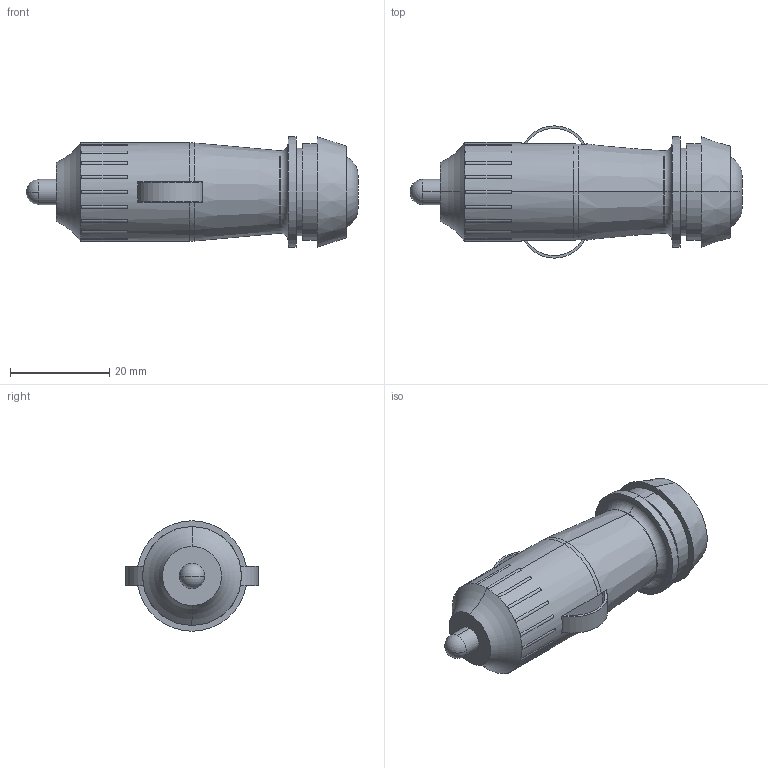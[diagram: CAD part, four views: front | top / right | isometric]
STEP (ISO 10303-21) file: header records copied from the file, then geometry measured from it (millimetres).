
FILE_DESCRIPTION (( 'STEP AP214' ), '1' );
FILE_NAME ('ZA1093.STEP', '2020-02-11T23:04:31', ( '' ), ( '' ), 'SwSTEP 2.0', 'SolidWorks 2017', '' );
FILE_SCHEMA (( 'AUTOMOTIVE_DESIGN' ));
Length unit declared in the file: millimetre
Products named in the file (1): ZA1093
Bounding box: 66.75 x 26.6 x 22.2 mm (x, y, z)
Volume: 16840.8 mm3; surface area: 4864.6 mm2
Topology: 4 solids, 4 shells, 103 faces, 264 edges, 172 vertices
Faces by surface type: plane 46, cylinder 39, torus 12, cone 4, sphere 2
Entity records: 3331 total; most frequent: CARTESIAN_POINT 711, DIRECTION 569, ORIENTED_EDGE 524, EDGE_CURVE 262, AXIS2_PLACEMENT_3D 237, VERTEX_POINT 172, CIRCLE 133, EDGE_LOOP 108
